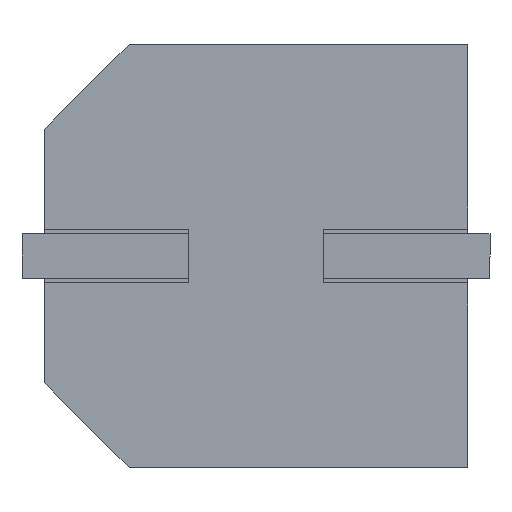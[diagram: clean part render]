
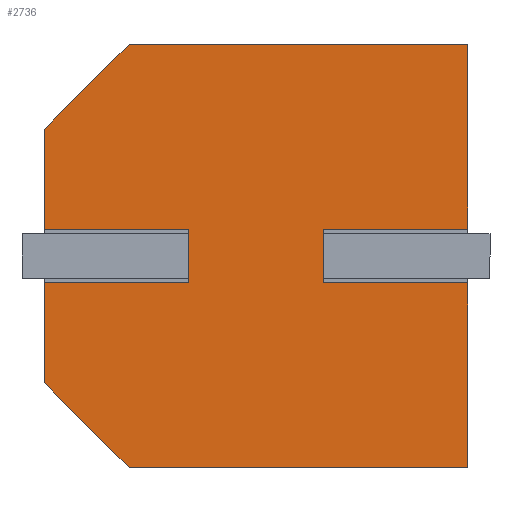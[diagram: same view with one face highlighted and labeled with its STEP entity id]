
A CAD part, front view. The second image highlights one B-rep face of the part: STEP entity #2736.
In plain terms, the highlighted face is planar.
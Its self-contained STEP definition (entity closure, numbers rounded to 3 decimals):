
#67 = LINE ( 'NONE', #732, #2409 ) ;
#93 = VECTOR ( 'NONE', #754, 1000. ) ;
#99 = VERTEX_POINT ( 'NONE', #421 ) ;
#102 = CARTESIAN_POINT ( 'NONE',  ( 1.98, -3.3, 0. ) ) ;
#120 = CARTESIAN_POINT ( 'NONE',  ( -3.3, 0., 0. ) ) ;
#134 = CARTESIAN_POINT ( 'NONE',  ( 3.3, -1.98, 0. ) ) ;
#207 = ORIENTED_EDGE ( 'NONE', *, *, #2793, .F. ) ;
#210 = CARTESIAN_POINT ( 'NONE',  ( -3.3, 3.3, 0. ) ) ;
#217 = VECTOR ( 'NONE', #1540, 1000. ) ;
#239 = CARTESIAN_POINT ( 'NONE',  ( -0.234, 0., 0. ) ) ;
#304 = CARTESIAN_POINT ( 'NONE',  ( -0.234, -0.42, 0. ) ) ;
#362 = VECTOR ( 'NONE', #2498, 1000. ) ;
#368 = DIRECTION ( 'NONE',  ( 0., -1., 0. ) ) ;
#380 = CARTESIAN_POINT ( 'NONE',  ( 3.3, 1.98, 0. ) ) ;
#410 = ORIENTED_EDGE ( 'NONE', *, *, #2891, .F. ) ;
#421 = CARTESIAN_POINT ( 'NONE',  ( -3.3, 0.42, 0. ) ) ;
#440 = VERTEX_POINT ( 'NONE', #102 ) ;
#458 = VECTOR ( 'NONE', #857, 1000. ) ;
#472 = ORIENTED_EDGE ( 'NONE', *, *, #2481, .F. ) ;
#474 = PLANE ( 'NONE',  #1927 ) ;
#486 = DIRECTION ( 'NONE',  ( 1., 0., 0. ) ) ;
#516 = VERTEX_POINT ( 'NONE', #1090 ) ;
#525 = LINE ( 'NONE', #2898, #458 ) ;
#529 = CARTESIAN_POINT ( 'NONE',  ( -0.234, -3.3, 0. ) ) ;
#574 = FACE_OUTER_BOUND ( 'NONE', #1303, .T. ) ;
#577 = EDGE_CURVE ( 'NONE', #2727, #891, #722, .T. ) ;
#593 = DIRECTION ( 'NONE',  ( 0., 1., 0. ) ) ;
#610 = VECTOR ( 'NONE', #368, 1000. ) ;
#635 = CARTESIAN_POINT ( 'NONE',  ( 3.3, -1.98, 0. ) ) ;
#646 = VERTEX_POINT ( 'NONE', #635 ) ;
#653 = DIRECTION ( 'NONE',  ( -0.707, 0.707, 0. ) ) ;
#721 = LINE ( 'NONE', #2783, #1902 ) ;
#722 = LINE ( 'NONE', #304, #2348 ) ;
#732 = CARTESIAN_POINT ( 'NONE',  ( 3.3, -1.98, 0. ) ) ;
#748 = ORIENTED_EDGE ( 'NONE', *, *, #577, .F. ) ;
#754 = DIRECTION ( 'NONE',  ( 1., 0., 0. ) ) ;
#788 = ORIENTED_EDGE ( 'NONE', *, *, #2264, .F. ) ;
#816 = ORIENTED_EDGE ( 'NONE', *, *, #1591, .F. ) ;
#857 = DIRECTION ( 'NONE',  ( 1., 0., 0. ) ) ;
#861 = LINE ( 'NONE', #1632, #1979 ) ;
#891 = VERTEX_POINT ( 'NONE', #1256 ) ;
#929 = EDGE_CURVE ( 'NONE', #2511, #99, #1204, .T. ) ;
#935 = CARTESIAN_POINT ( 'NONE',  ( -0.234, -0.42, 0. ) ) ;
#938 = VERTEX_POINT ( 'NONE', #380 ) ;
#940 = VECTOR ( 'NONE', #593, 1000. ) ;
#941 = EDGE_CURVE ( 'NONE', #646, #1032, #2725, .T. ) ;
#985 = ORIENTED_EDGE ( 'NONE', *, *, #1331, .F. ) ;
#991 = DIRECTION ( 'NONE',  ( 0.707, 0.707, 0. ) ) ;
#1014 = EDGE_CURVE ( 'NONE', #516, #2511, #2606, .T. ) ;
#1032 = VERTEX_POINT ( 'NONE', #2443 ) ;
#1060 = CARTESIAN_POINT ( 'NONE',  ( -1.05, 0.42, 0. ) ) ;
#1090 = CARTESIAN_POINT ( 'NONE',  ( 1.98, 3.3, 0. ) ) ;
#1191 = DIRECTION ( 'NONE',  ( 0., -1., 0. ) ) ;
#1200 = CARTESIAN_POINT ( 'NONE',  ( 1.05, 0.42, 0. ) ) ;
#1204 = LINE ( 'NONE', #120, #610 ) ;
#1256 = CARTESIAN_POINT ( 'NONE',  ( -3.3, -0.42, 0. ) ) ;
#1303 = EDGE_LOOP ( 'NONE', ( #816, #2913, #2095, #985, #410, #1483, #748, #1847, #788, #2340, #2642, #1633, #472, #207 ) ) ;
#1331 = EDGE_CURVE ( 'NONE', #440, #646, #721, .T. ) ;
#1336 = VECTOR ( 'NONE', #653, 1000. ) ;
#1353 = CARTESIAN_POINT ( 'NONE',  ( -1.05, -0.42, 0. ) ) ;
#1382 = LINE ( 'NONE', #529, #93 ) ;
#1410 = LINE ( 'NONE', #2213, #1336 ) ;
#1483 = ORIENTED_EDGE ( 'NONE', *, *, #2854, .F. ) ;
#1540 = DIRECTION ( 'NONE',  ( -1., 0., 0. ) ) ;
#1552 = VERTEX_POINT ( 'NONE', #2343 ) ;
#1591 = EDGE_CURVE ( 'NONE', #1552, #1970, #2072, .T. ) ;
#1632 = CARTESIAN_POINT ( 'NONE',  ( -0.234, 0.42, 0. ) ) ;
#1633 = ORIENTED_EDGE ( 'NONE', *, *, #1680, .F. ) ;
#1667 = DIRECTION ( 'NONE',  ( 0., -1., 0. ) ) ;
#1680 = EDGE_CURVE ( 'NONE', #938, #516, #1410, .T. ) ;
#1688 = CARTESIAN_POINT ( 'NONE',  ( 1.05, 0., 0. ) ) ;
#1762 = CARTESIAN_POINT ( 'NONE',  ( -0.234, 3.3, 0. ) ) ;
#1782 = CARTESIAN_POINT ( 'NONE',  ( -3.3, -3.3, 0. ) ) ;
#1816 = DIRECTION ( 'NONE',  ( 0., 0., 1. ) ) ;
#1847 = ORIENTED_EDGE ( 'NONE', *, *, #1972, .F. ) ;
#1872 = VECTOR ( 'NONE', #1191, 1000. ) ;
#1877 = DIRECTION ( 'NONE',  ( -1., 0., 0. ) ) ;
#1902 = VECTOR ( 'NONE', #991, 1000. ) ;
#1927 = AXIS2_PLACEMENT_3D ( 'NONE', #239, #1816, #486 ) ;
#1970 = VERTEX_POINT ( 'NONE', #1200 ) ;
#1972 = EDGE_CURVE ( 'NONE', #2529, #2727, #2370, .T. ) ;
#1979 = VECTOR ( 'NONE', #2753, 1000. ) ;
#2028 = VERTEX_POINT ( 'NONE', #2104 ) ;
#2072 = LINE ( 'NONE', #1688, #2603 ) ;
#2079 = LINE ( 'NONE', #935, #362 ) ;
#2095 = ORIENTED_EDGE ( 'NONE', *, *, #941, .F. ) ;
#2104 = CARTESIAN_POINT ( 'NONE',  ( 3.3, 0.42, 0. ) ) ;
#2213 = CARTESIAN_POINT ( 'NONE',  ( 3.3, 1.98, 0. ) ) ;
#2264 = EDGE_CURVE ( 'NONE', #99, #2529, #525, .T. ) ;
#2340 = ORIENTED_EDGE ( 'NONE', *, *, #929, .F. ) ;
#2343 = CARTESIAN_POINT ( 'NONE',  ( 1.05, -0.42, 0. ) ) ;
#2348 = VECTOR ( 'NONE', #1877, 1000. ) ;
#2370 = LINE ( 'NONE', #2558, #2928 ) ;
#2409 = VECTOR ( 'NONE', #2523, 1000. ) ;
#2443 = CARTESIAN_POINT ( 'NONE',  ( 3.3, -0.42, 0. ) ) ;
#2481 = EDGE_CURVE ( 'NONE', #2028, #938, #67, .T. ) ;
#2498 = DIRECTION ( 'NONE',  ( -1., 0., 0. ) ) ;
#2511 = VERTEX_POINT ( 'NONE', #210 ) ;
#2523 = DIRECTION ( 'NONE',  ( 0., 1., 0. ) ) ;
#2529 = VERTEX_POINT ( 'NONE', #1060 ) ;
#2558 = CARTESIAN_POINT ( 'NONE',  ( -1.05, 0., 0. ) ) ;
#2574 = LINE ( 'NONE', #2763, #1872 ) ;
#2603 = VECTOR ( 'NONE', #2813, 1000. ) ;
#2606 = LINE ( 'NONE', #1762, #217 ) ;
#2626 = VERTEX_POINT ( 'NONE', #1782 ) ;
#2642 = ORIENTED_EDGE ( 'NONE', *, *, #1014, .F. ) ;
#2725 = LINE ( 'NONE', #134, #940 ) ;
#2727 = VERTEX_POINT ( 'NONE', #1353 ) ;
#2736 = ADVANCED_FACE ( 'NONE', ( #574 ), #474, .F. ) ;
#2741 = EDGE_CURVE ( 'NONE', #1032, #1552, #2079, .T. ) ;
#2753 = DIRECTION ( 'NONE',  ( 1., 0., 0. ) ) ;
#2763 = CARTESIAN_POINT ( 'NONE',  ( -3.3, 0., 0. ) ) ;
#2783 = CARTESIAN_POINT ( 'NONE',  ( 1.98, -3.3, 0. ) ) ;
#2793 = EDGE_CURVE ( 'NONE', #1970, #2028, #861, .T. ) ;
#2813 = DIRECTION ( 'NONE',  ( 0., 1., 0. ) ) ;
#2854 = EDGE_CURVE ( 'NONE', #891, #2626, #2574, .T. ) ;
#2891 = EDGE_CURVE ( 'NONE', #2626, #440, #1382, .T. ) ;
#2898 = CARTESIAN_POINT ( 'NONE',  ( -0.234, 0.42, 0. ) ) ;
#2913 = ORIENTED_EDGE ( 'NONE', *, *, #2741, .F. ) ;
#2928 = VECTOR ( 'NONE', #1667, 1000. ) ;
